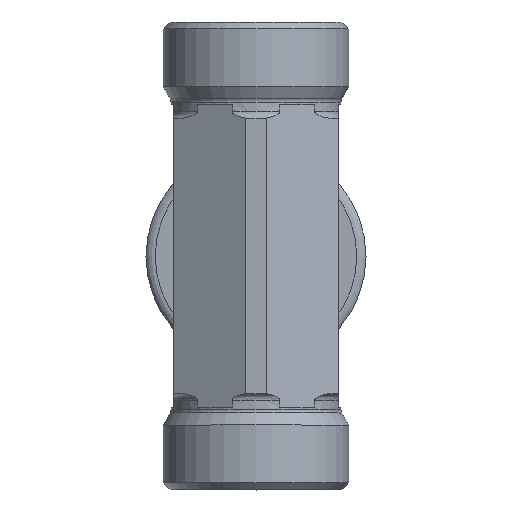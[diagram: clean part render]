
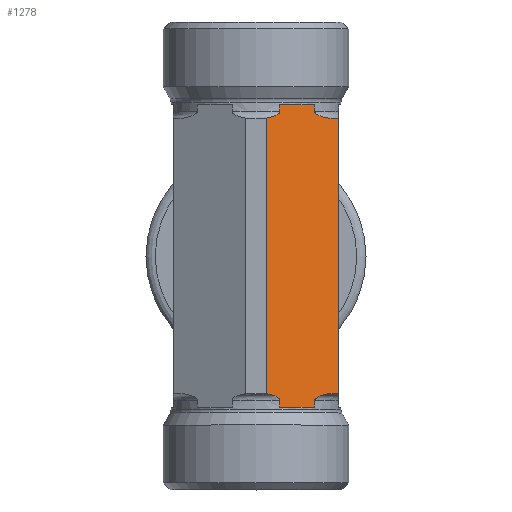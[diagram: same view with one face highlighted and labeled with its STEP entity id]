
A CAD part, top view. The second image highlights one B-rep face of the part: STEP entity #1278.
In plain terms, the highlighted planar face has unit normal (0.5, 0, 0.866).
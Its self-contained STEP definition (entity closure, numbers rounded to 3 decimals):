
#378=CARTESIAN_POINT('',(-7.418,29.544,28.467));
#379=VERTEX_POINT('',#378);
#380=CARTESIAN_POINT('',(-9.956,30.544,29.933));
#381=VERTEX_POINT('',#380);
#382=CARTESIAN_POINT('',(-7.418,29.544,28.467));
#383=CARTESIAN_POINT('',(-8.054,29.544,28.834));
#384=CARTESIAN_POINT('',(-8.805,29.699,29.268));
#385=CARTESIAN_POINT('',(-9.551,30.064,29.699));
#386=CARTESIAN_POINT('',(-9.739,30.169,29.807));
#387=CARTESIAN_POINT('',(-9.889,30.348,29.893));
#388=CARTESIAN_POINT('',(-9.919,30.394,29.911));
#389=CARTESIAN_POINT('',(-9.948,30.469,29.928));
#390=CARTESIAN_POINT('',(-9.956,30.509,29.933));
#391=CARTESIAN_POINT('',(-9.956,30.544,29.933));
#392=B_SPLINE_CURVE_WITH_KNOTS('',3,(#382,#383,#384,#385,#386,#387,#388,#389,#390,#391),.UNSPECIFIED.,.F.,.U.,(4,2,2,2,4),(0.232,0.453,0.513,0.527,0.538),.UNSPECIFIED.);
#393=EDGE_CURVE('',#379,#381,#392,.T.);
#681=CARTESIAN_POINT('',(-15.013,30.544,32.852));
#682=VERTEX_POINT('',#681);
#690=CARTESIAN_POINT('',(-15.013,31.544,32.852));
#691=VERTEX_POINT('',#690);
#692=CARTESIAN_POINT('',(-15.013,31.544,32.852));
#693=DIRECTION('',(0.0,-1.0,0.0));
#694=VECTOR('',#693,1.);
#695=LINE('',#692,#694);
#696=EDGE_CURVE('',#691,#682,#695,.T.);
#698=CARTESIAN_POINT('',(-9.956,31.544,29.933));
#699=VERTEX_POINT('',#698);
#707=CARTESIAN_POINT('',(-9.956,30.544,29.933));
#708=DIRECTION('',(0.0,1.0,0.0));
#709=VECTOR('',#708,1.);
#710=LINE('',#707,#709);
#711=EDGE_CURVE('',#381,#699,#710,.T.);
#848=CARTESIAN_POINT('',(-16.985,29.582,33.99));
#849=VERTEX_POINT('',#848);
#859=CARTESIAN_POINT('',(-15.013,30.544,32.852));
#860=CARTESIAN_POINT('',(-15.013,30.509,32.852));
#861=CARTESIAN_POINT('',(-15.021,30.469,32.857));
#862=CARTESIAN_POINT('',(-15.051,30.394,32.874));
#863=CARTESIAN_POINT('',(-15.081,30.348,32.891));
#864=CARTESIAN_POINT('',(-15.23,30.169,32.978));
#865=CARTESIAN_POINT('',(-15.418,30.064,33.086));
#866=CARTESIAN_POINT('',(-15.997,29.781,33.42));
#867=CARTESIAN_POINT('',(-16.5,29.645,33.71));
#868=CARTESIAN_POINT('',(-16.985,29.582,33.99));
#869=B_SPLINE_CURVE_WITH_KNOTS('',3,(#859,#860,#861,#862,#863,#864,#865,#866,#867,#868),.UNSPECIFIED.,.F.,.U.,(4,2,2,2,4),(0.537,0.547,0.561,0.622,0.779),.UNSPECIFIED.);
#870=EDGE_CURVE('',#682,#849,#869,.T.);
#1020=CARTESIAN_POINT('',(-9.956,31.544,29.933));
#1021=DIRECTION('',(-0.866,0.0,0.5));
#1022=VECTOR('',#1021,5.839);
#1023=LINE('',#1020,#1022);
#1024=EDGE_CURVE('',#699,#691,#1023,.T.);
#1132=CARTESIAN_POINT('',(-6.485,29.544,27.928));
#1133=VERTEX_POINT('',#1132);
#1141=CARTESIAN_POINT('',(-6.485,29.544,27.928));
#1142=DIRECTION('',(-0.866,0.0,0.5));
#1143=VECTOR('',#1142,1.078);
#1144=LINE('',#1141,#1143);
#1145=EDGE_CURVE('',#1133,#379,#1144,.T.);
#1189=CARTESIAN_POINT('',(-16.985,9.544,33.99));
#1190=DIRECTION('',(0.5,0.,0.866));
#1191=DIRECTION('',(0.866,0.0,-0.5));
#1192=AXIS2_PLACEMENT_3D('',#1189,#1190,#1191);
#1193=PLANE('',#1192);
#1194=ORIENTED_EDGE('',*,*,#870,.T.);
#1195=CARTESIAN_POINT('',(-16.985,-10.494,33.99));
#1196=VERTEX_POINT('',#1195);
#1197=CARTESIAN_POINT('',(-16.985,29.582,33.99));
#1198=DIRECTION('',(0.0,-1.0,0.0));
#1199=VECTOR('',#1198,40.076);
#1200=LINE('',#1197,#1199);
#1201=EDGE_CURVE('',#849,#1196,#1200,.T.);
#1202=ORIENTED_EDGE('',*,*,#1201,.T.);
#1203=CARTESIAN_POINT('',(-15.013,-11.456,32.852));
#1204=VERTEX_POINT('',#1203);
#1205=CARTESIAN_POINT('',(-16.985,-10.494,33.99));
#1206=CARTESIAN_POINT('',(-16.5,-10.557,33.71));
#1207=CARTESIAN_POINT('',(-15.997,-10.693,33.42));
#1208=CARTESIAN_POINT('',(-15.418,-10.976,33.086));
#1209=CARTESIAN_POINT('',(-15.23,-11.081,32.978));
#1210=CARTESIAN_POINT('',(-15.081,-11.26,32.891));
#1211=CARTESIAN_POINT('',(-15.051,-11.306,32.874));
#1212=CARTESIAN_POINT('',(-15.021,-11.381,32.857));
#1213=CARTESIAN_POINT('',(-15.013,-11.422,32.852));
#1214=CARTESIAN_POINT('',(-15.013,-11.456,32.852));
#1215=B_SPLINE_CURVE_WITH_KNOTS('',3,(#1205,#1206,#1207,#1208,#1209,#1210,#1211,#1212,#1213,#1214),.UNSPECIFIED.,.F.,.U.,(4,2,2,2,4),(0.294,0.452,0.512,0.526,0.537),.UNSPECIFIED.);
#1216=EDGE_CURVE('',#1196,#1204,#1215,.T.);
#1217=ORIENTED_EDGE('',*,*,#1216,.T.);
#1218=CARTESIAN_POINT('',(-15.013,-12.456,32.852));
#1219=VERTEX_POINT('',#1218);
#1220=CARTESIAN_POINT('',(-15.013,-11.456,32.852));
#1221=DIRECTION('',(0.0,-1.0,0.0));
#1222=VECTOR('',#1221,1.);
#1223=LINE('',#1220,#1222);
#1224=EDGE_CURVE('',#1204,#1219,#1223,.T.);
#1225=ORIENTED_EDGE('',*,*,#1224,.T.);
#1226=CARTESIAN_POINT('',(-9.956,-12.456,29.933));
#1227=VERTEX_POINT('',#1226);
#1228=CARTESIAN_POINT('',(-15.013,-12.456,32.852));
#1229=DIRECTION('',(0.866,0.,-0.5));
#1230=VECTOR('',#1229,5.839);
#1231=LINE('',#1228,#1230);
#1232=EDGE_CURVE('',#1219,#1227,#1231,.T.);
#1233=ORIENTED_EDGE('',*,*,#1232,.T.);
#1234=CARTESIAN_POINT('',(-9.956,-11.456,29.933));
#1235=VERTEX_POINT('',#1234);
#1236=CARTESIAN_POINT('',(-9.956,-12.456,29.933));
#1237=DIRECTION('',(0.0,1.0,0.0));
#1238=VECTOR('',#1237,1.);
#1239=LINE('',#1236,#1238);
#1240=EDGE_CURVE('',#1227,#1235,#1239,.T.);
#1241=ORIENTED_EDGE('',*,*,#1240,.T.);
#1242=CARTESIAN_POINT('',(-7.418,-10.456,28.467));
#1243=VERTEX_POINT('',#1242);
#1244=CARTESIAN_POINT('',(-9.956,-11.456,29.933));
#1245=CARTESIAN_POINT('',(-9.956,-11.422,29.933));
#1246=CARTESIAN_POINT('',(-9.948,-11.381,29.928));
#1247=CARTESIAN_POINT('',(-9.919,-11.306,29.911));
#1248=CARTESIAN_POINT('',(-9.889,-11.26,29.893));
#1249=CARTESIAN_POINT('',(-9.739,-11.081,29.807));
#1250=CARTESIAN_POINT('',(-9.551,-10.976,29.699));
#1251=CARTESIAN_POINT('',(-8.805,-10.611,29.268));
#1252=CARTESIAN_POINT('',(-8.054,-10.456,28.834));
#1253=CARTESIAN_POINT('',(-7.418,-10.456,28.467));
#1254=B_SPLINE_CURVE_WITH_KNOTS('',3,(#1244,#1245,#1246,#1247,#1248,#1249,#1250,#1251,#1252,#1253),.UNSPECIFIED.,.F.,.U.,(4,2,2,2,4),(0.537,0.547,0.561,0.622,0.842),.UNSPECIFIED.);
#1255=EDGE_CURVE('',#1235,#1243,#1254,.T.);
#1256=ORIENTED_EDGE('',*,*,#1255,.T.);
#1257=CARTESIAN_POINT('',(-6.485,-10.456,27.928));
#1258=VERTEX_POINT('',#1257);
#1259=CARTESIAN_POINT('',(-7.418,-10.456,28.467));
#1260=DIRECTION('',(0.866,0.0,-0.5));
#1261=VECTOR('',#1260,1.078);
#1262=LINE('',#1259,#1261);
#1263=EDGE_CURVE('',#1243,#1258,#1262,.T.);
#1264=ORIENTED_EDGE('',*,*,#1263,.T.);
#1265=CARTESIAN_POINT('',(-6.485,29.544,27.928));
#1266=DIRECTION('',(0.0,-1.0,0.0));
#1267=VECTOR('',#1266,40.0);
#1268=LINE('',#1265,#1267);
#1269=EDGE_CURVE('',#1133,#1258,#1268,.T.);
#1270=ORIENTED_EDGE('',*,*,#1269,.F.);
#1271=ORIENTED_EDGE('',*,*,#1145,.T.);
#1272=ORIENTED_EDGE('',*,*,#393,.T.);
#1273=ORIENTED_EDGE('',*,*,#711,.T.);
#1274=ORIENTED_EDGE('',*,*,#1024,.T.);
#1275=ORIENTED_EDGE('',*,*,#696,.T.);
#1276=EDGE_LOOP('',(#1194,#1202,#1217,#1225,#1233,#1241,#1256,#1264,#1270,#1271,#1272,#1273,#1274,#1275));
#1277=FACE_OUTER_BOUND('',#1276,.T.);
#1278=ADVANCED_FACE('',(#1277),#1193,.T.);
